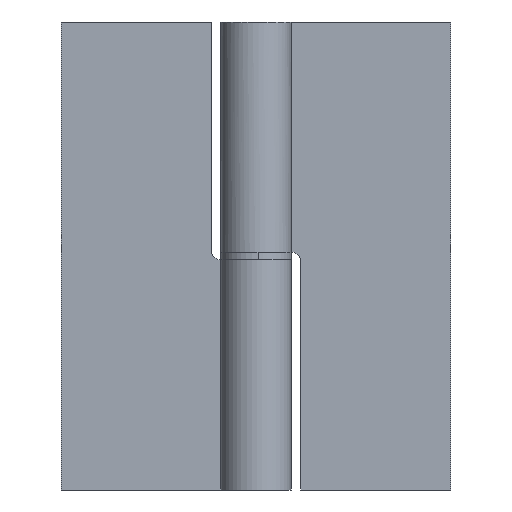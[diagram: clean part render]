
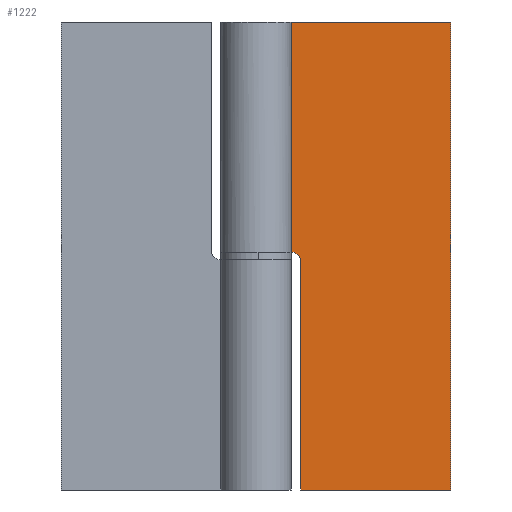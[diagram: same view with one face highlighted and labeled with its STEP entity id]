
A CAD part, front view. The second image highlights one B-rep face of the part: STEP entity #1222.
In plain terms, the highlighted free-form (B-spline) face has degree [1, 1] with [2, 2] control points.
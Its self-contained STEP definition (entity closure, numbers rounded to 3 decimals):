
#893=CARTESIAN_POINT('',(11.5,5.0,58.5));
#894=VERTEX_POINT('',#893);
#907=CARTESIAN_POINT('',(11.5,5.0,0.0));
#908=VERTEX_POINT('',#907);
#914=CARTESIAN_POINT('',(11.5,5.0,58.5));
#915=CARTESIAN_POINT('',(11.5,5.0,0.0));
#916=QUASI_UNIFORM_CURVE('',1,(#914,#915),.UNSPECIFIED.,.F.,.U.);
#917=EDGE_CURVE('',#894,#908,#916,.T.);
#936=CARTESIAN_POINT('',(9.0,5.0,61.0));
#937=VERTEX_POINT('',#936);
#943=CARTESIAN_POINT('',(0.0,5.0,61.0));
#944=VERTEX_POINT('',#943);
#945=CARTESIAN_POINT('',(0.0,5.0,61.0));
#946=CARTESIAN_POINT('',(9.0,5.0,61.0));
#947=QUASI_UNIFORM_CURVE('',1,(#945,#946),.UNSPECIFIED.,.F.,.U.);
#948=EDGE_CURVE('',#944,#937,#947,.T.);
#1029=CARTESIAN_POINT('',(9.0,5.0,61.));
#1030=CARTESIAN_POINT('',(11.5,5.,61.));
#1031=CARTESIAN_POINT('',(11.5,5.0,58.5));
#1039=(BOUNDED_CURVE()B_SPLINE_CURVE(2,(#1029,#1030,#1031),.UNSPECIFIED.,.F.,.U.)CURVE()GEOMETRIC_REPRESENTATION_ITEM()QUASI_UNIFORM_CURVE()RATIONAL_B_SPLINE_CURVE((1.0,0.707,1.0))REPRESENTATION_ITEM(''));
#1040=EDGE_CURVE('',#937,#894,#1039,.T.);
#1080=CARTESIAN_POINT('',(0.0,5.0,120.));
#1081=VERTEX_POINT('',#1080);
#1101=CARTESIAN_POINT('',(50.0,5.0,120.));
#1102=VERTEX_POINT('',#1101);
#1103=CARTESIAN_POINT('',(50.0,5.0,120.));
#1104=CARTESIAN_POINT('',(0.0,5.0,120.));
#1105=QUASI_UNIFORM_CURVE('',1,(#1103,#1104),.UNSPECIFIED.,.F.,.U.);
#1106=EDGE_CURVE('',#1102,#1081,#1105,.T.);
#1136=CARTESIAN_POINT('',(50.0,5.0,0.0));
#1137=VERTEX_POINT('',#1136);
#1143=CARTESIAN_POINT('',(50.0,5.0,0.0));
#1144=CARTESIAN_POINT('',(11.5,5.0,0.0));
#1145=QUASI_UNIFORM_CURVE('',1,(#1143,#1144),.UNSPECIFIED.,.F.,.U.);
#1146=EDGE_CURVE('',#1137,#908,#1145,.T.);
#1194=CARTESIAN_POINT('',(0.0,5.0,61.0));
#1195=CARTESIAN_POINT('',(0.0,5.0,120.));
#1196=QUASI_UNIFORM_CURVE('',1,(#1194,#1195),.UNSPECIFIED.,.F.,.U.);
#1197=EDGE_CURVE('',#944,#1081,#1196,.T.);
#1204=CARTESIAN_POINT('',(-2.497,5.0,-5.994));
#1205=CARTESIAN_POINT('',(-2.497,5.0,125.994));
#1206=CARTESIAN_POINT('',(52.498,5.0,-5.994));
#1207=CARTESIAN_POINT('',(52.498,5.0,125.994));
#1208=B_SPLINE_SURFACE_WITH_KNOTS('',1,1,((#1204,#1206),(#1205,#1207)),.UNSPECIFIED.,.F.,.F.,.U.,(2,2),(2,2),(0.0,131.988),(0.0,54.995),.UNSPECIFIED.);
#1209=ORIENTED_EDGE('',*,*,#1197,.F.);
#1210=ORIENTED_EDGE('',*,*,#948,.T.);
#1211=ORIENTED_EDGE('',*,*,#1040,.T.);
#1212=ORIENTED_EDGE('',*,*,#917,.T.);
#1213=ORIENTED_EDGE('',*,*,#1146,.F.);
#1214=CARTESIAN_POINT('',(50.0,5.0,0.0));
#1215=CARTESIAN_POINT('',(50.0,5.0,120.));
#1216=QUASI_UNIFORM_CURVE('',1,(#1214,#1215),.UNSPECIFIED.,.F.,.U.);
#1217=EDGE_CURVE('',#1137,#1102,#1216,.T.);
#1218=ORIENTED_EDGE('',*,*,#1217,.T.);
#1219=ORIENTED_EDGE('',*,*,#1106,.T.);
#1220=EDGE_LOOP('',(#1209,#1210,#1211,#1212,#1213,#1218,#1219));
#1221=FACE_OUTER_BOUND('',#1220,.T.);
#1222=ADVANCED_FACE('',(#1221),#1208,.F.);
